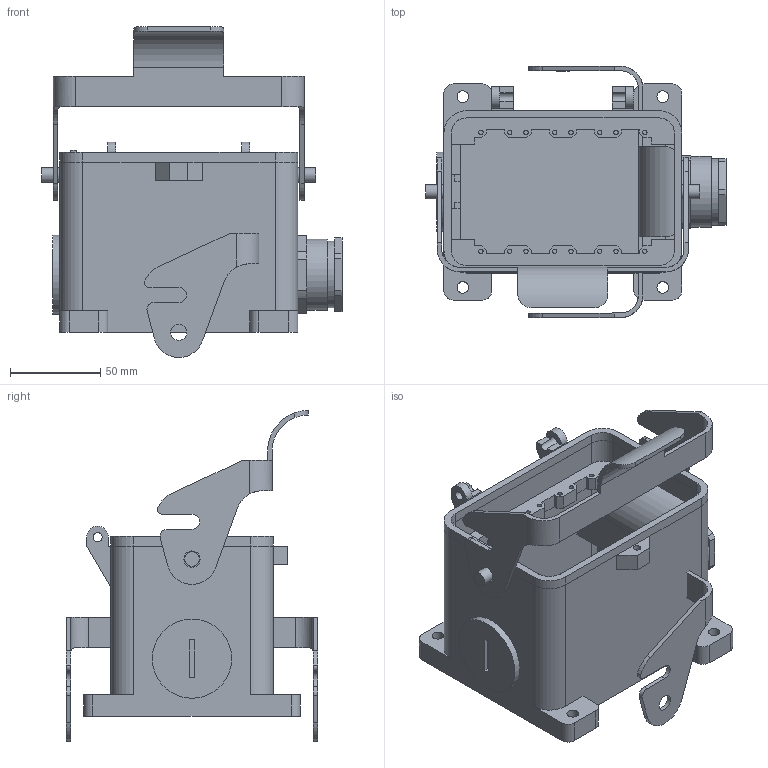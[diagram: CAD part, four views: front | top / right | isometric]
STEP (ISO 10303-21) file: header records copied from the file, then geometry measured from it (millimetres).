
FILE_DESCRIPTION( ( 'Unknown' ), '1' );
FILE_NAME( 'H_A_64_SGR_29.stp', 'Unknown', ( 'Unknown' ), ( 'Unknown' ), 'PSStep 11.0', 'Unknown', ' ' );
FILE_SCHEMA( ( 'AUTOMOTIVE_DESIGN { 1 0 10303 214 1 1 1 1 }' ) );
Length unit declared in the file: millimetre
Products named in the file (3): Assem1; H_A_64_SGR_29_HOUSING; H_A_64_LEVER
Bounding box: 166.6 x 139.5 x 183.79 mm (x, y, z)
Volume: 671819.8 mm3; surface area: 284436 mm2
Topology: 4 solids, 4 shells, 562 faces, 1624 edges, 1082 vertices
Faces by surface type: plane 376, cylinder 186
Full cylindrical faces by diameter (mm): 2.459 x32, 4.134 x2, 5.1 x4, 6.5 x8, 8 x4, 9 x4, 32 x2, 37 x2, 39.4 x2, 44 x2
Entity records: 11424 total; most frequent: CARTESIAN_POINT 1706, ORIENTED_EDGE 1522, DIRECTION 1514, EDGE_CURVE 761, LINE 560, VECTOR 560, VERTEX_POINT 521, AXIS2_PLACEMENT_3D 477
